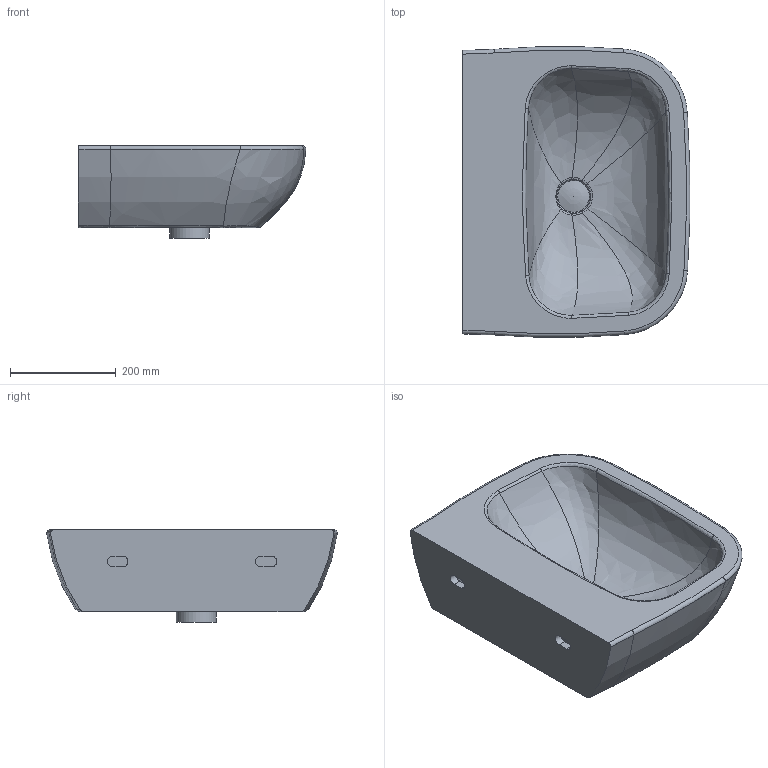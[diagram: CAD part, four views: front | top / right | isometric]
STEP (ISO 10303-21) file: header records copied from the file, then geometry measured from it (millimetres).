
FILE_DESCRIPTION((''),'2;1');
FILE_NAME('231155_2.stp','2014-10-09T16:57:55',('Administrator'),(''),'Autodesk Inventor 2011','Autodesk Inventor 2011','');
FILE_SCHEMA(('CONFIG_CONTROL_DESIGN'));
Length unit declared in the file: millimetre
Products named in the file (4): 231155_2; Kelch; Stopfen
Assembly tree (3 placements, depth 2):
  231155_2
    231155_2
    Kelch
    Stopfen
Bounding box: 430.13 x 549.07 x 175 mm (x, y, z)
Volume: 15351359.2 mm3; surface area: 877059.8 mm2
Topology: 3 solids, 3 shells, 125 faces, 321 edges, 201 vertices
Faces by surface type: bspline 46, cylinder 33, plane 30, torus 10, sphere 4, cone 2
Full cylindrical faces by diameter (mm): 42 x1, 44 x1, 52 x1, 60 x1, 75 x1
Entity records: 6711 total; most frequent: CARTESIAN_POINT 3966, ORIENTED_EDGE 610, DIRECTION 428, EDGE_CURVE 305, VERTEX_POINT 198, AXIS2_PLACEMENT_3D 168, EDGE_LOOP 145, B_SPLINE_CURVE_WITH_KNOTS 131
